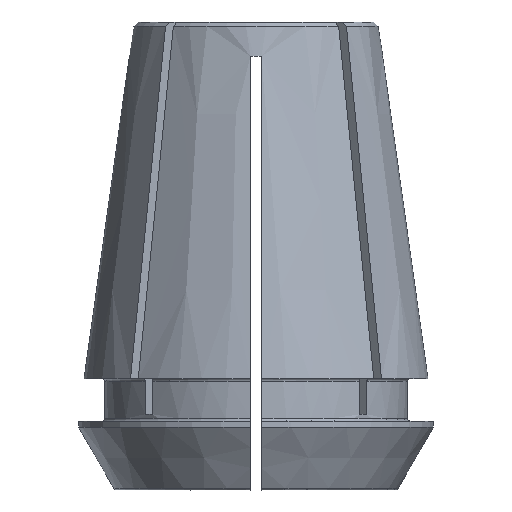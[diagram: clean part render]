
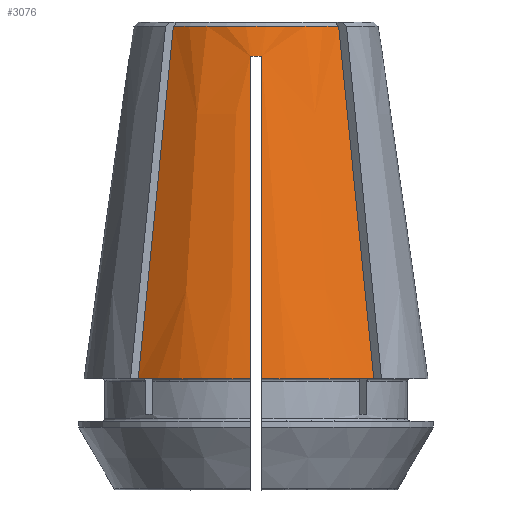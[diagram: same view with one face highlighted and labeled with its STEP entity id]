
A CAD part, front view. The second image highlights one B-rep face of the part: STEP entity #3076.
In plain terms, the highlighted conical face has half-angle 8 degrees and reference radius 8.86 mm.
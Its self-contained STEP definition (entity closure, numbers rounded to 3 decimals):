
#106=CONICAL_SURFACE('',#3428,8.86,0.14);
#664=CIRCLE('',#3236,9.211);
#770=CIRCLE('',#3427,8.902);
#771=CIRCLE('',#3429,12.5);
#772=CIRCLE('',#3430,12.5);
#1510=ORIENTED_EDGE('',*,*,#2192,.T.);
#1511=ORIENTED_EDGE('',*,*,#1892,.T.);
#1512=ORIENTED_EDGE('',*,*,#2191,.F.);
#1513=ORIENTED_EDGE('',*,*,#2099,.T.);
#1514=ORIENTED_EDGE('',*,*,#2193,.T.);
#1515=ORIENTED_EDGE('',*,*,#2194,.F.);
#1516=ORIENTED_EDGE('',*,*,#1942,.F.);
#1517=ORIENTED_EDGE('',*,*,#1953,.T.);
#1892=EDGE_CURVE('',#2355,#2354,#2570,.T.);
#1942=EDGE_CURVE('',#2392,#2394,#664,.T.);
#1953=EDGE_CURVE('',#2392,#2400,#2580,.T.);
#2099=EDGE_CURVE('',#2500,#2499,#2605,.T.);
#2191=EDGE_CURVE('',#2500,#2354,#770,.T.);
#2192=EDGE_CURVE('',#2400,#2355,#771,.T.);
#2193=EDGE_CURVE('',#2499,#2542,#772,.T.);
#2194=EDGE_CURVE('',#2394,#2542,#2610,.T.);
#2354=VERTEX_POINT('',#4775);
#2355=VERTEX_POINT('',#4783);
#2392=VERTEX_POINT('',#4915);
#2394=VERTEX_POINT('',#4918);
#2400=VERTEX_POINT('',#4938);
#2499=VERTEX_POINT('',#5323);
#2500=VERTEX_POINT('',#5331);
#2542=VERTEX_POINT('',#5529);
#2570=B_SPLINE_CURVE_WITH_KNOTS('',3,(#4776,#4777,#4778,#4779,#4780,#4781,
#4782),.UNSPECIFIED.,.F.,.F.,(4,3,4),(0.,0.022,
0.026),.UNSPECIFIED.);
#2580=B_SPLINE_CURVE_WITH_KNOTS('',3,(#4939,#4940,#4941,#4942,#4943,#4944,
#4945,#4946,#4947,#4948),.UNSPECIFIED.,.F.,.F.,(4,3,3,4),(0.014,
0.017,0.034,0.038),.UNSPECIFIED.);
#2605=B_SPLINE_CURVE_WITH_KNOTS('',3,(#5324,#5325,#5326,#5327,#5328,#5329,
#5330),.UNSPECIFIED.,.F.,.F.,(4,3,4),(0.,0.016,
0.026),.UNSPECIFIED.);
#2610=B_SPLINE_CURVE_WITH_KNOTS('',3,(#5530,#5531,#5532,#5533,#5534,#5535,
#5536,#5537,#5538,#5539),.UNSPECIFIED.,.F.,.F.,(4,3,3,4),(0.014,
0.017,0.034,0.038),.UNSPECIFIED.);
#2736=EDGE_LOOP('',(#1510,#1511,#1512,#1513,#1514,#1515,#1516,#1517));
#2896=FACE_BOUND('',#2736,.T.);
#3076=ADVANCED_FACE('',(#2896),#106,.T.);
#3236=AXIS2_PLACEMENT_3D('',#4917,#3796,#3797);
#3427=AXIS2_PLACEMENT_3D('',#5525,#4290,#4291);
#3428=AXIS2_PLACEMENT_3D('',#5526,#4292,#4293);
#3429=AXIS2_PLACEMENT_3D('',#5527,#4294,#4295);
#3430=AXIS2_PLACEMENT_3D('',#5528,#4296,#4297);
#3796=DIRECTION('',(0.,0.,-1.));
#3797=DIRECTION('',(-1.,0.,0.));
#4290=DIRECTION('',(0.,0.,1.));
#4291=DIRECTION('',(1.,0.,0.));
#4292=DIRECTION('',(0.,0.,-1.));
#4293=DIRECTION('',(-1.,0.,0.));
#4294=DIRECTION('',(0.,0.,1.));
#4295=DIRECTION('',(1.,0.,0.));
#4296=DIRECTION('',(0.,0.,1.));
#4297=DIRECTION('',(1.,0.,0.));
#4775=CARTESIAN_POINT('',(6.005,-6.571,28.703));
#4776=CARTESIAN_POINT('',(8.551,-9.117,3.1));
#4777=CARTESIAN_POINT('',(7.831,-8.397,10.344));
#4778=CARTESIAN_POINT('',(7.111,-7.677,17.588));
#4779=CARTESIAN_POINT('',(6.39,-6.956,24.832));
#4780=CARTESIAN_POINT('',(6.262,-6.828,26.122));
#4781=CARTESIAN_POINT('',(6.134,-6.699,27.413));
#4782=CARTESIAN_POINT('',(6.005,-6.571,28.703));
#4783=CARTESIAN_POINT('',(8.551,-9.117,3.1));
#4915=CARTESIAN_POINT('',(0.4,-9.203,26.5));
#4917=CARTESIAN_POINT('',(0.,0.,26.5));
#4918=CARTESIAN_POINT('',(-0.4,-9.203,26.5));
#4938=CARTESIAN_POINT('',(0.4,-12.494,3.1));
#4939=CARTESIAN_POINT('',(0.4,-9.203,26.5));
#4940=CARTESIAN_POINT('',(0.4,-9.341,25.513));
#4941=CARTESIAN_POINT('',(0.4,-9.48,24.527));
#4942=CARTESIAN_POINT('',(0.4,-9.619,23.54));
#4943=CARTESIAN_POINT('',(0.4,-10.404,17.961));
#4944=CARTESIAN_POINT('',(0.4,-11.188,12.381));
#4945=CARTESIAN_POINT('',(0.4,-11.973,6.802));
#4946=CARTESIAN_POINT('',(0.4,-12.147,5.568));
#4947=CARTESIAN_POINT('',(0.4,-12.32,4.334));
#4948=CARTESIAN_POINT('',(0.4,-12.494,3.1));
#5323=CARTESIAN_POINT('',(-8.551,-9.117,3.1));
#5324=CARTESIAN_POINT('',(-6.005,-6.571,28.703));
#5325=CARTESIAN_POINT('',(-6.518,-7.084,23.544));
#5326=CARTESIAN_POINT('',(-7.031,-7.597,18.386));
#5327=CARTESIAN_POINT('',(-7.544,-8.11,13.227));
#5328=CARTESIAN_POINT('',(-7.88,-8.446,9.851));
#5329=CARTESIAN_POINT('',(-8.216,-8.782,6.476));
#5330=CARTESIAN_POINT('',(-8.551,-9.117,3.1));
#5331=CARTESIAN_POINT('',(-6.005,-6.571,28.703));
#5525=CARTESIAN_POINT('',(0.,0.,28.703));
#5526=CARTESIAN_POINT('',(0.,0.,29.));
#5527=CARTESIAN_POINT('',(0.,0.,3.1));
#5528=CARTESIAN_POINT('',(0.,0.,3.1));
#5529=CARTESIAN_POINT('',(-0.4,-12.494,3.1));
#5530=CARTESIAN_POINT('',(-0.4,-9.203,26.5));
#5531=CARTESIAN_POINT('',(-0.4,-9.341,25.513));
#5532=CARTESIAN_POINT('',(-0.4,-9.48,24.527));
#5533=CARTESIAN_POINT('',(-0.4,-9.619,23.54));
#5534=CARTESIAN_POINT('',(-0.4,-10.404,17.961));
#5535=CARTESIAN_POINT('',(-0.4,-11.188,12.381));
#5536=CARTESIAN_POINT('',(-0.4,-11.973,6.802));
#5537=CARTESIAN_POINT('',(-0.4,-12.147,5.568));
#5538=CARTESIAN_POINT('',(-0.4,-12.32,4.334));
#5539=CARTESIAN_POINT('',(-0.4,-12.494,3.1));
